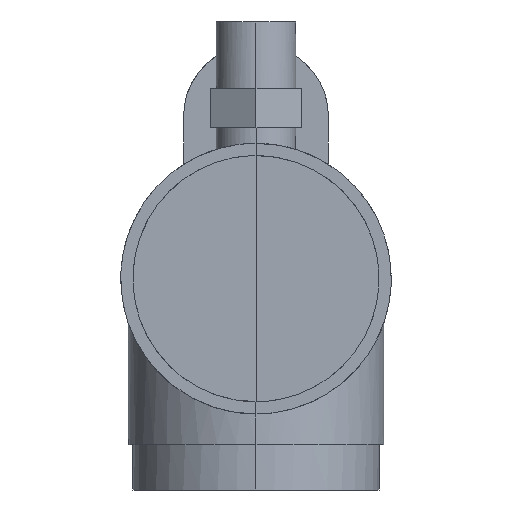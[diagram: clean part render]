
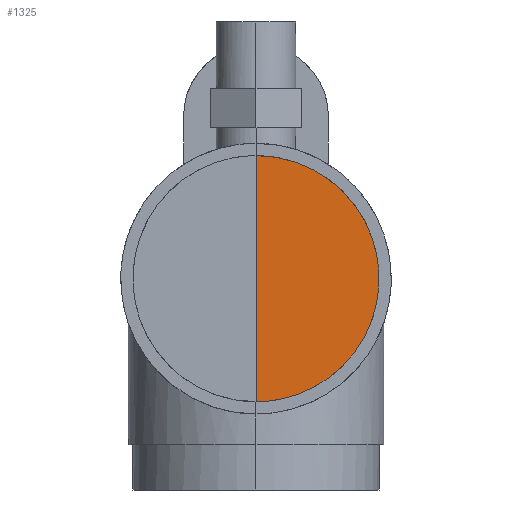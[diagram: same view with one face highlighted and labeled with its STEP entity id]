
A CAD part, left-side view. The second image highlights one B-rep face of the part: STEP entity #1325.
In plain terms, the highlighted planar face has unit normal (-1, 0, 0).
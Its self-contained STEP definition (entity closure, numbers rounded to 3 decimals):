
#1301=CARTESIAN_POINT('Axis2P3D Location',(-70.,0.,0.)) ;
#1307=CARTESIAN_POINT('Control Point',(-70.,0.,40.75)) ;
#1308=CARTESIAN_POINT('Control Point',(-70.,-40.75,40.75)) ;
#1309=CARTESIAN_POINT('Control Point',(-70.,-40.75,0.)) ;
#1310=CARTESIAN_POINT('Control Point',(-70.,-40.75,-40.75)) ;
#1311=CARTESIAN_POINT('Control Point',(-70.,0.,-40.75)) ;
#1312=CARTESIAN_POINT('Vertex',(-70.,0.,40.75)) ;
#1314=CARTESIAN_POINT('Vertex',(-70.,0.,-40.75)) ;
#1318=CARTESIAN_POINT('Control Point',(-70.,0.,-40.75)) ;
#1319=CARTESIAN_POINT('Control Point',(-70.,0.,40.75)) ;
#1302=DIRECTION('Axis2P3D Direction',(-1.,0.,0.)) ;
#1303=DIRECTION('Axis2P3D XDirection',(0.,0.,1.)) ;
#1304=AXIS2_PLACEMENT_3D('Plane Axis2P3D',#1301,#1302,#1303) ;
#1305=PLANE('',#1304) ;
#1316=EDGE_CURVE('',#1313,#1315,#1306,.T.) ;
#1320=EDGE_CURVE('',#1315,#1313,#1317,.T.) ;
#1322=ORIENTED_EDGE('',*,*,#1316,.F.) ;
#1323=ORIENTED_EDGE('',*,*,#1320,.F.) ;
#1321=EDGE_LOOP('',(#1322,#1323)) ;
#1313=VERTEX_POINT('',#1312) ;
#1315=VERTEX_POINT('',#1314) ;
#1325=ADVANCED_FACE('Solid3',(#1324),#1305,.T.) ;
#1317=B_SPLINE_CURVE_WITH_KNOTS('',1,(#1318,#1319),.UNSPECIFIED.,.F.,.U.,(2,2),(0.,81.5),.UNSPECIFIED.) ;
#1324=FACE_OUTER_BOUND('',#1321,.T.) ;
#1306=(BOUNDED_CURVE()B_SPLINE_CURVE(2,(#1307,#1308,#1309,#1310,#1311),.UNSPECIFIED.,.F.,.U.)B_SPLINE_CURVE_WITH_KNOTS((3,2,3),(0.,81.5,163.),.UNSPECIFIED.)CURVE()GEOMETRIC_REPRESENTATION_ITEM()RATIONAL_B_SPLINE_CURVE((1.,0.707,1.,0.707,1.))REPRESENTATION_ITEM('')) ;
